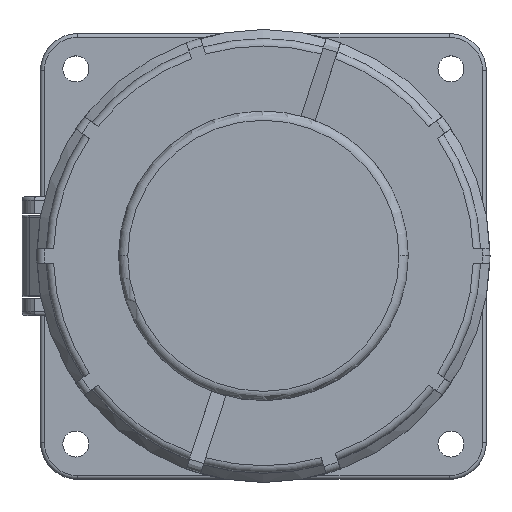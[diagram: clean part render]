
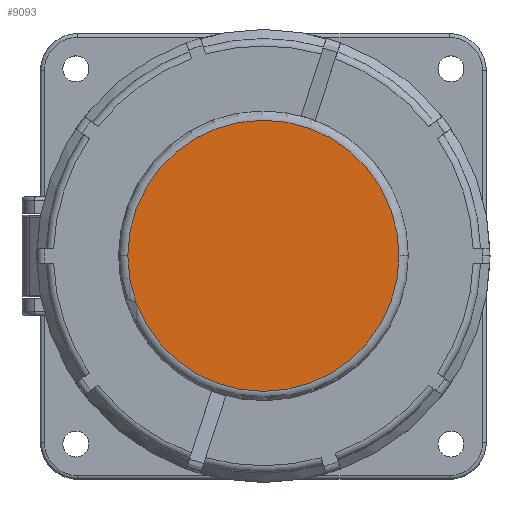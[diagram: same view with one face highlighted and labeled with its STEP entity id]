
A CAD part, top view. The second image highlights one B-rep face of the part: STEP entity #9093.
In plain terms, the highlighted planar face has unit normal (0, 0, 1).
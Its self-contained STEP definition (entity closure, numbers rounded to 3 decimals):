
#1811 = DIRECTION ( 'NONE',  ( 0., 0., 1. ) ) ;
#1930 = CIRCLE ( 'NONE', #7344, 36.5 ) ;
#4696 = CARTESIAN_POINT ( 'NONE',  ( 61.172, 69.635, 148.699 ) ) ;
#4716 = VERTEX_POINT ( 'NONE', #9935 ) ;
#7298 = EDGE_CURVE ( 'NONE', #16443, #4716, #1930, .T. ) ;
#7344 = AXIS2_PLACEMENT_3D ( 'NONE', #4696, #1811, #7727 ) ;
#7727 = DIRECTION ( 'NONE',  ( -1., 0., 0. ) ) ;
#8614 = ORIENTED_EDGE ( 'NONE', *, *, #7298, .T. ) ;
#9010 = CIRCLE ( 'NONE', #14414, 36.5 ) ;
#9093 = ADVANCED_FACE ( 'NONE', ( #16378 ), #17694, .T. ) ;
#9370 = EDGE_CURVE ( 'NONE', #4716, #16443, #9010, .T. ) ;
#9862 = CARTESIAN_POINT ( 'NONE',  ( 61.172, 69.635, 148.699 ) ) ;
#9935 = CARTESIAN_POINT ( 'NONE',  ( 24.672, 69.635, 148.699 ) ) ;
#14389 = DIRECTION ( 'NONE',  ( -1., 0., 0. ) ) ;
#14414 = AXIS2_PLACEMENT_3D ( 'NONE', #9862, #17332, #14389 ) ;
#14619 = EDGE_LOOP ( 'NONE', ( #18344, #8614 ) ) ;
#14776 = AXIS2_PLACEMENT_3D ( 'NONE', #18951, #17567, #19080 ) ;
#14878 = CARTESIAN_POINT ( 'NONE',  ( 97.672, 69.635, 148.699 ) ) ;
#16378 = FACE_OUTER_BOUND ( 'NONE', #14619, .T. ) ;
#16443 = VERTEX_POINT ( 'NONE', #14878 ) ;
#17332 = DIRECTION ( 'NONE',  ( 0., 0., 1. ) ) ;
#17567 = DIRECTION ( 'NONE',  ( 0., 0., 1. ) ) ;
#17694 = PLANE ( 'NONE',  #14776 ) ;
#18344 = ORIENTED_EDGE ( 'NONE', *, *, #9370, .T. ) ;
#18951 = CARTESIAN_POINT ( 'NONE',  ( 61.172, 69.635, 148.699 ) ) ;
#19080 = DIRECTION ( 'NONE',  ( -1., 0., 0. ) ) ;
